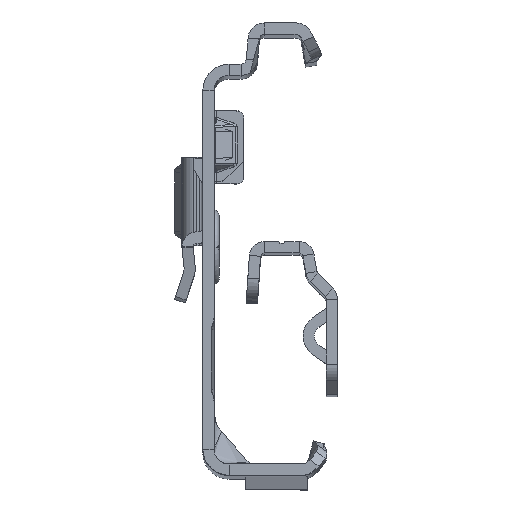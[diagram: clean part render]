
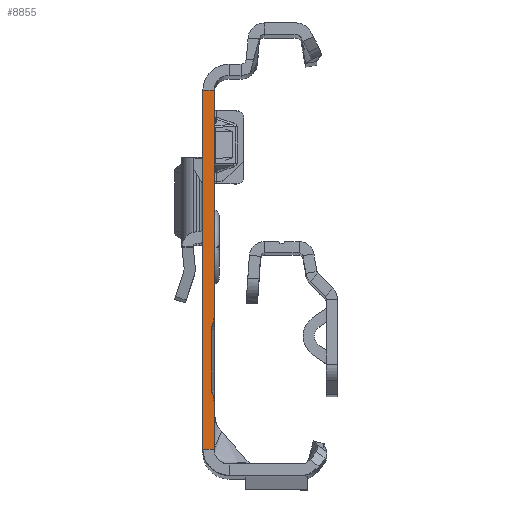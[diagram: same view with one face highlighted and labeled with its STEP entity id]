
A CAD part, top view. The second image highlights one B-rep face of the part: STEP entity #8855.
In plain terms, the highlighted planar face has unit normal (0, 0, 1).
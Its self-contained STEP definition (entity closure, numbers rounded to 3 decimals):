
#166 = EDGE_CURVE ( 'NONE', #8929, #18944, #11212, .T. ) ;
#460 = VERTEX_POINT ( 'NONE', #17583 ) ;
#844 = CARTESIAN_POINT ( 'NONE',  ( 0., 24.135, 0. ) ) ;
#1374 = VECTOR ( 'NONE', #15613, 1000. ) ;
#1959 = CARTESIAN_POINT ( 'NONE',  ( -0.4, -9.865, 0. ) ) ;
#1980 = EDGE_CURVE ( 'NONE', #11791, #20949, #26399, .T. ) ;
#2293 = CARTESIAN_POINT ( 'NONE',  ( 0., 22.135, 0. ) ) ;
#2927 = DIRECTION ( 'NONE',  ( -1., 0., 0. ) ) ;
#3168 = ORIENTED_EDGE ( 'NONE', *, *, #1980, .F. ) ;
#3877 = DIRECTION ( 'NONE',  ( 0., 0., -1. ) ) ;
#3980 = LINE ( 'NONE', #8176, #11858 ) ;
#4005 = DIRECTION ( 'NONE',  ( 1., 0., 0. ) ) ;
#4478 = CARTESIAN_POINT ( 'NONE',  ( 0., 22.135, 0. ) ) ;
#4495 = DIRECTION ( 'NONE',  ( 0., -1., 0. ) ) ;
#4658 = DIRECTION ( 'NONE',  ( -1., 0., 0. ) ) ;
#4978 = VERTEX_POINT ( 'NONE', #14499 ) ;
#5198 = DIRECTION ( 'NONE',  ( -0.423, -0.906, 0. ) ) ;
#5471 = EDGE_CURVE ( 'NONE', #20371, #4978, #21537, .T. ) ;
#5481 = VERTEX_POINT ( 'NONE', #15756 ) ;
#5718 = EDGE_CURVE ( 'NONE', #4978, #460, #23787, .T. ) ;
#5912 = DIRECTION ( 'NONE',  ( 0., 0., 1. ) ) ;
#6572 = AXIS2_PLACEMENT_3D ( 'NONE', #16684, #23159, #4658 ) ;
#6875 = EDGE_CURVE ( 'NONE', #17256, #22058, #22806, .T. ) ;
#6925 = AXIS2_PLACEMENT_3D ( 'NONE', #21533, #11054, #2927 ) ;
#7174 = EDGE_CURVE ( 'NONE', #18944, #11791, #22997, .T. ) ;
#7723 = DIRECTION ( 'NONE',  ( 0., 0., 1. ) ) ;
#7819 = CARTESIAN_POINT ( 'NONE',  ( -0.306, -18.288, 0. ) ) ;
#7907 = VECTOR ( 'NONE', #20739, 1000. ) ;
#7989 = LINE ( 'NONE', #2293, #12920 ) ;
#8176 = CARTESIAN_POINT ( 'NONE',  ( -0.234, -18.442, 0. ) ) ;
#8779 = VECTOR ( 'NONE', #25943, 1000. ) ;
#8855 = ADVANCED_FACE ( 'NONE', ( #26185 ), #9882, .T. ) ;
#8929 = VERTEX_POINT ( 'NONE', #14317 ) ;
#8940 = CARTESIAN_POINT ( 'NONE',  ( -0.234, -18.442, 0. ) ) ;
#9404 = EDGE_LOOP ( 'NONE', ( #15471, #18022, #25153, #9669, #10458, #21926, #20894, #17119, #3168, #20545, #14596, #13178 ) ) ;
#9669 = ORIENTED_EDGE ( 'NONE', *, *, #6875, .T. ) ;
#9882 = PLANE ( 'NONE',  #12717 ) ;
#10458 = ORIENTED_EDGE ( 'NONE', *, *, #17574, .F. ) ;
#10548 = DIRECTION ( 'NONE',  ( -1., 0., 0. ) ) ;
#11054 = DIRECTION ( 'NONE',  ( 0., 0., 1. ) ) ;
#11212 = CIRCLE ( 'NONE', #6925, 1. ) ;
#11263 = LINE ( 'NONE', #15171, #13789 ) ;
#11544 = LINE ( 'NONE', #844, #8779 ) ;
#11791 = VERTEX_POINT ( 'NONE', #19351 ) ;
#11823 = EDGE_CURVE ( 'NONE', #14153, #5481, #11544, .T. ) ;
#11858 = VECTOR ( 'NONE', #12362, 1000. ) ;
#11969 = CARTESIAN_POINT ( 'NONE',  ( 0.6, -17.865, 0. ) ) ;
#12362 = DIRECTION ( 'NONE',  ( 0.423, -0.906, 0. ) ) ;
#12717 = AXIS2_PLACEMENT_3D ( 'NONE', #19949, #7723, #26308 ) ;
#12790 = EDGE_CURVE ( 'NONE', #20949, #17952, #3980, .T. ) ;
#12920 = VECTOR ( 'NONE', #10548, 1000. ) ;
#13178 = ORIENTED_EDGE ( 'NONE', *, *, #25074, .F. ) ;
#13184 = CARTESIAN_POINT ( 'NONE',  ( -1.5, -25.865, 0. ) ) ;
#13435 = LINE ( 'NONE', #19744, #15427 ) ;
#13789 = VECTOR ( 'NONE', #23391, 1000. ) ;
#14153 = VERTEX_POINT ( 'NONE', #24023 ) ;
#14317 = CARTESIAN_POINT ( 'NONE',  ( -0.306, -9.443, 0. ) ) ;
#14499 = CARTESIAN_POINT ( 'NONE',  ( 0., -8.231, 0. ) ) ;
#14579 = CARTESIAN_POINT ( 'NONE',  ( -1.5, 22.135, 0. ) ) ;
#14596 = ORIENTED_EDGE ( 'NONE', *, *, #166, .F. ) ;
#15171 = CARTESIAN_POINT ( 'NONE',  ( 0., -25.865, 0. ) ) ;
#15427 = VECTOR ( 'NONE', #5198, 1000. ) ;
#15471 = ORIENTED_EDGE ( 'NONE', *, *, #5718, .F. ) ;
#15613 = DIRECTION ( 'NONE',  ( 0., -1., 0. ) ) ;
#15756 = CARTESIAN_POINT ( 'NONE',  ( 0., -25.865, 0. ) ) ;
#16049 = EDGE_CURVE ( 'NONE', #17952, #14153, #20045, .T. ) ;
#16442 = CARTESIAN_POINT ( 'NONE',  ( -1.5, 24.135, 0. ) ) ;
#16684 = CARTESIAN_POINT ( 'NONE',  ( -2.5, -8.231, 0. ) ) ;
#16778 = CARTESIAN_POINT ( 'NONE',  ( -0.4, -9.865, 0. ) ) ;
#17119 = ORIENTED_EDGE ( 'NONE', *, *, #12790, .F. ) ;
#17256 = VERTEX_POINT ( 'NONE', #14579 ) ;
#17574 = EDGE_CURVE ( 'NONE', #5481, #22058, #11263, .T. ) ;
#17583 = CARTESIAN_POINT ( 'NONE',  ( -0.234, -9.288, 0. ) ) ;
#17952 = VERTEX_POINT ( 'NONE', #8940 ) ;
#18022 = ORIENTED_EDGE ( 'NONE', *, *, #5471, .F. ) ;
#18671 = AXIS2_PLACEMENT_3D ( 'NONE', #11969, #5912, #26382 ) ;
#18944 = VERTEX_POINT ( 'NONE', #1959 ) ;
#19351 = CARTESIAN_POINT ( 'NONE',  ( -0.4, -17.865, 0. ) ) ;
#19389 = CARTESIAN_POINT ( 'NONE',  ( 0., 24.135, 0. ) ) ;
#19744 = CARTESIAN_POINT ( 'NONE',  ( -0.234, -9.288, 0. ) ) ;
#19949 = CARTESIAN_POINT ( 'NONE',  ( -1.5, 24.135, 0. ) ) ;
#20045 = CIRCLE ( 'NONE', #23528, 2.5 ) ;
#20046 = CARTESIAN_POINT ( 'NONE',  ( -2.5, -19.499, 0. ) ) ;
#20371 = VERTEX_POINT ( 'NONE', #4478 ) ;
#20545 = ORIENTED_EDGE ( 'NONE', *, *, #7174, .F. ) ;
#20739 = DIRECTION ( 'NONE',  ( 0., -1., 0. ) ) ;
#20894 = ORIENTED_EDGE ( 'NONE', *, *, #16049, .F. ) ;
#20949 = VERTEX_POINT ( 'NONE', #7819 ) ;
#21533 = CARTESIAN_POINT ( 'NONE',  ( 0.6, -9.865, 0. ) ) ;
#21537 = LINE ( 'NONE', #19389, #1374 ) ;
#21926 = ORIENTED_EDGE ( 'NONE', *, *, #11823, .F. ) ;
#22058 = VERTEX_POINT ( 'NONE', #13184 ) ;
#22806 = LINE ( 'NONE', #16442, #7907 ) ;
#22997 = LINE ( 'NONE', #16778, #24700 ) ;
#23159 = DIRECTION ( 'NONE',  ( 0., 0., -1. ) ) ;
#23209 = EDGE_CURVE ( 'NONE', #20371, #17256, #7989, .T. ) ;
#23391 = DIRECTION ( 'NONE',  ( -1., 0., 0. ) ) ;
#23528 = AXIS2_PLACEMENT_3D ( 'NONE', #20046, #3877, #4005 ) ;
#23787 = CIRCLE ( 'NONE', #6572, 2.5 ) ;
#24023 = CARTESIAN_POINT ( 'NONE',  ( 0., -19.499, 0. ) ) ;
#24700 = VECTOR ( 'NONE', #4495, 1000. ) ;
#25074 = EDGE_CURVE ( 'NONE', #460, #8929, #13435, .T. ) ;
#25153 = ORIENTED_EDGE ( 'NONE', *, *, #23209, .T. ) ;
#25943 = DIRECTION ( 'NONE',  ( 0., -1., 0. ) ) ;
#26185 = FACE_OUTER_BOUND ( 'NONE', #9404, .T. ) ;
#26308 = DIRECTION ( 'NONE',  ( 0., -1., 0. ) ) ;
#26382 = DIRECTION ( 'NONE',  ( 1., 0., 0. ) ) ;
#26399 = CIRCLE ( 'NONE', #18671, 1. ) ;
